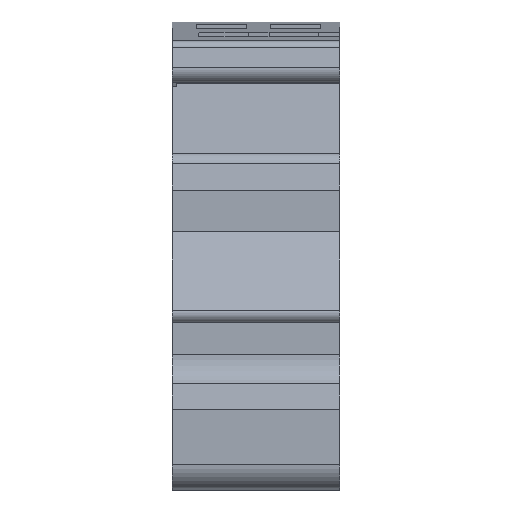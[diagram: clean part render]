
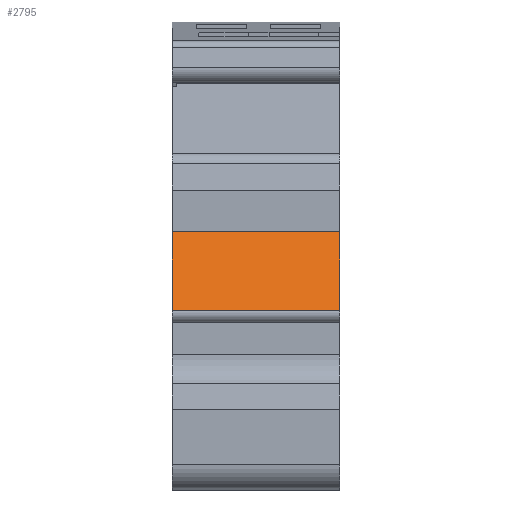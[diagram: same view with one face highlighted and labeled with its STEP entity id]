
A CAD part, left-side view. The second image highlights one B-rep face of the part: STEP entity #2795.
In plain terms, the highlighted planar face has unit normal (-0.921, 0, 0.389).
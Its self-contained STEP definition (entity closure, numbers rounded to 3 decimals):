
#448=ORIENTED_EDGE('',*,*,#1178,.T.);
#449=ORIENTED_EDGE('',*,*,#1179,.T.);
#450=ORIENTED_EDGE('',*,*,#1180,.F.);
#451=ORIENTED_EDGE('',*,*,#1176,.T.);
#1176=EDGE_CURVE('',#1528,#1527,#1831,.T.);
#1178=EDGE_CURVE('',#1527,#1529,#1833,.T.);
#1179=EDGE_CURVE('',#1529,#1530,#1834,.T.);
#1180=EDGE_CURVE('',#1528,#1530,#1835,.T.);
#1527=VERTEX_POINT('',#4338);
#1528=VERTEX_POINT('',#4340);
#1529=VERTEX_POINT('',#4344);
#1530=VERTEX_POINT('',#4346);
#1831=LINE('',#4339,#2178);
#1833=LINE('',#4343,#2180);
#1834=LINE('',#4345,#2181);
#1835=LINE('',#4347,#2182);
#2178=VECTOR('',#3501,1000.);
#2180=VECTOR('',#3505,1000.);
#2181=VECTOR('',#3506,1000.);
#2182=VECTOR('',#3507,1000.);
#2390=EDGE_LOOP('',(#448,#449,#450,#451));
#2537=FACE_BOUND('',#2390,.T.);
#2675=PLANE('',#2981);
#2795=ADVANCED_FACE('',(#2537),#2675,.T.);
#2981=AXIS2_PLACEMENT_3D('',#4342,#3503,#3504);
#3501=DIRECTION('',(0.,1.,0.));
#3503=DIRECTION('',(-0.921,0.,0.389));
#3504=DIRECTION('',(0.389,0.,0.921));
#3505=DIRECTION('',(-0.389,0.,-0.921));
#3506=DIRECTION('',(0.,-1.,0.));
#3507=DIRECTION('',(-0.389,0.,-0.921));
#4338=CARTESIAN_POINT('',(-16.5,5.,0.));
#4339=CARTESIAN_POINT('',(-16.5,-5.,0.));
#4340=CARTESIAN_POINT('',(-16.5,-5.,0.));
#4342=CARTESIAN_POINT('',(-16.5,46.895,0.));
#4343=CARTESIAN_POINT('',(-6.403,5.,23.895));
#4344=CARTESIAN_POINT('',(-18.488,5.,-4.705));
#4345=CARTESIAN_POINT('',(-18.488,-5.,-4.705));
#4346=CARTESIAN_POINT('',(-18.488,-5.,-4.705));
#4347=CARTESIAN_POINT('',(-16.5,-5.,0.));
